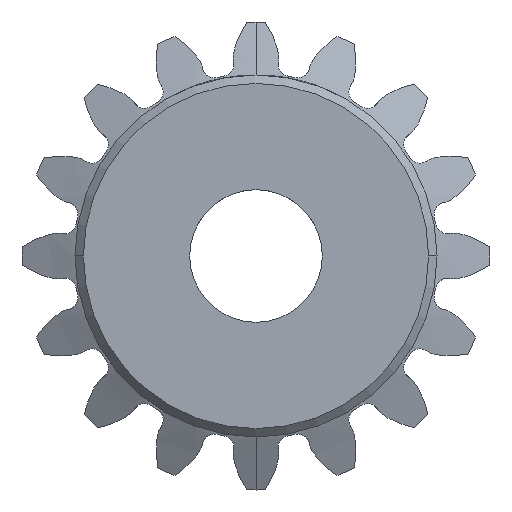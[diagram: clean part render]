
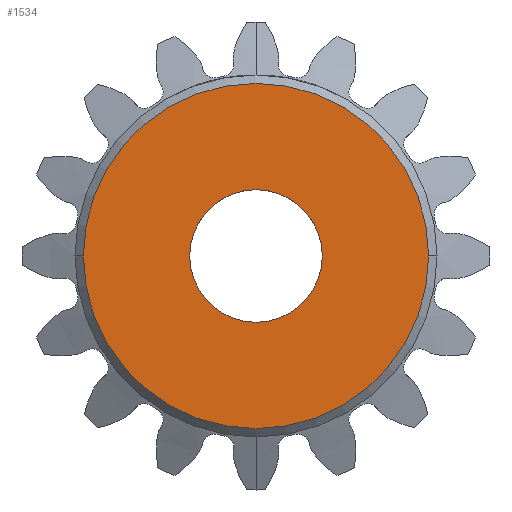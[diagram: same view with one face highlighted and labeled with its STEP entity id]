
A CAD part, front view. The second image highlights one B-rep face of the part: STEP entity #1534.
In plain terms, the highlighted planar face has unit normal (0, -1, 0).
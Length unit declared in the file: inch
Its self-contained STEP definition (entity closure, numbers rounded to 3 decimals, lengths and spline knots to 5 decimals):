
#250 = DIRECTION ( 'NONE',  ( 0., -1., 0. ) ) ;
#661 = AXIS2_PLACEMENT_3D ( 'NONE', #4903, #1039, #5532 ) ;
#891 = DIRECTION ( 'NONE',  ( 0., -1., 0. ) ) ;
#1039 = DIRECTION ( 'NONE',  ( 0., 1., 0. ) ) ;
#1040 = ORIENTED_EDGE ( 'NONE', *, *, #7281, .T. ) ;
#1112 = CARTESIAN_POINT ( 'NONE',  ( 0., -0.26747, 0. ) ) ;
#1534 = ADVANCED_FACE ( 'NONE', ( #2234, #2726 ), #4767, .T. ) ;
#1546 = EDGE_CURVE ( 'NONE', #5344, #4324, #2927, .T. ) ;
#1713 = EDGE_CURVE ( 'NONE', #2669, #6912, #5897, .T. ) ;
#1787 = DIRECTION ( 'NONE',  ( 1., 0., 0. ) ) ;
#2120 = CARTESIAN_POINT ( 'NONE',  ( 0., -0.26747, 0.07874 ) ) ;
#2234 = FACE_OUTER_BOUND ( 'NONE', #4307, .T. ) ;
#2480 = DIRECTION ( 'NONE',  ( 0., 1., 0. ) ) ;
#2669 = VERTEX_POINT ( 'NONE', #2120 ) ;
#2704 = CIRCLE ( 'NONE', #6307, 0.205 ) ;
#2726 = FACE_BOUND ( 'NONE', #5086, .T. ) ;
#2927 = CIRCLE ( 'NONE', #6295, 0.205 ) ;
#2956 = CARTESIAN_POINT ( 'NONE',  ( 0.205, -0.26747, 0. ) ) ;
#3226 = EDGE_CURVE ( 'NONE', #6912, #2669, #6085, .T. ) ;
#4170 = CARTESIAN_POINT ( 'NONE',  ( 0., -0.26747, 0. ) ) ;
#4267 = CARTESIAN_POINT ( 'NONE',  ( 0., -0.26747, -0.07874 ) ) ;
#4307 = EDGE_LOOP ( 'NONE', ( #7446, #1040 ) ) ;
#4324 = VERTEX_POINT ( 'NONE', #2956 ) ;
#4767 = PLANE ( 'NONE',  #6713 ) ;
#4793 = DIRECTION ( 'NONE',  ( 1., 0., 0. ) ) ;
#4903 = CARTESIAN_POINT ( 'NONE',  ( 0., -0.26747, 0. ) ) ;
#5086 = EDGE_LOOP ( 'NONE', ( #6989, #7453 ) ) ;
#5344 = VERTEX_POINT ( 'NONE', #6898 ) ;
#5395 = DIRECTION ( 'NONE',  ( 1., 0., 0. ) ) ;
#5532 = DIRECTION ( 'NONE',  ( 0., 0., 1. ) ) ;
#5588 = DIRECTION ( 'NONE',  ( 0., -1., 0. ) ) ;
#5897 = CIRCLE ( 'NONE', #7533, 0.07874 ) ;
#6085 = CIRCLE ( 'NONE', #661, 0.07874 ) ;
#6259 = CARTESIAN_POINT ( 'NONE',  ( 0., -0.26747, 0. ) ) ;
#6295 = AXIS2_PLACEMENT_3D ( 'NONE', #4170, #250, #4793 ) ;
#6307 = AXIS2_PLACEMENT_3D ( 'NONE', #1112, #5588, #1787 ) ;
#6713 = AXIS2_PLACEMENT_3D ( 'NONE', #7248, #891, #5395 ) ;
#6890 = DIRECTION ( 'NONE',  ( 0., 0., 1. ) ) ;
#6898 = CARTESIAN_POINT ( 'NONE',  ( -0.205, -0.26747, 0. ) ) ;
#6912 = VERTEX_POINT ( 'NONE', #4267 ) ;
#6989 = ORIENTED_EDGE ( 'NONE', *, *, #1713, .T. ) ;
#7248 = CARTESIAN_POINT ( 'NONE',  ( 0., -0.26747, 0. ) ) ;
#7281 = EDGE_CURVE ( 'NONE', #4324, #5344, #2704, .T. ) ;
#7446 = ORIENTED_EDGE ( 'NONE', *, *, #1546, .T. ) ;
#7453 = ORIENTED_EDGE ( 'NONE', *, *, #3226, .T. ) ;
#7533 = AXIS2_PLACEMENT_3D ( 'NONE', #6259, #2480, #6890 ) ;
